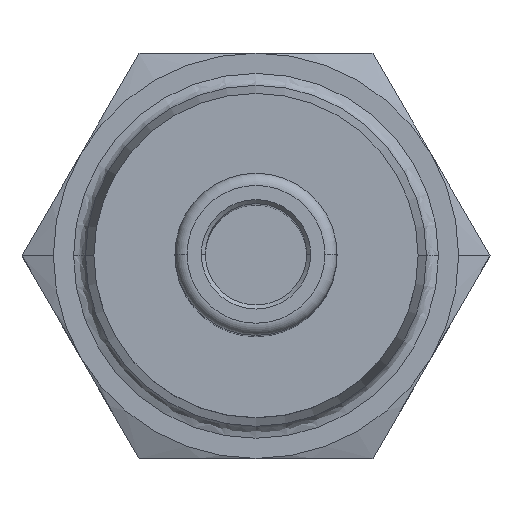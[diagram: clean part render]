
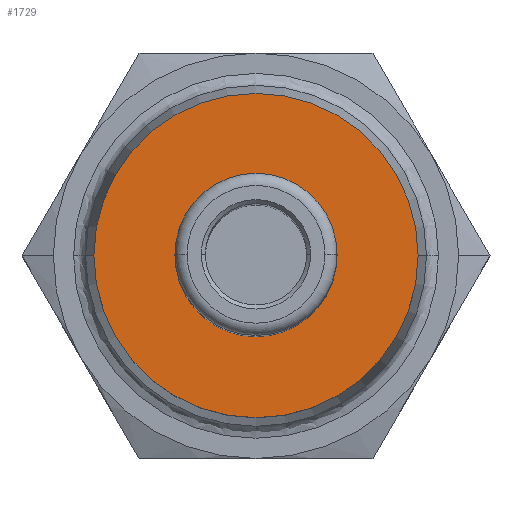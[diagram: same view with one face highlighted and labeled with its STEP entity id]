
A CAD part, top view. The second image highlights one B-rep face of the part: STEP entity #1729.
In plain terms, the highlighted planar face has unit normal (0, 0, 1).
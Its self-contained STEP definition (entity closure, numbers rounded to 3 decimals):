
#143=CARTESIAN_POINT('',(-4.0,0.0,-10.6));
#144=VERTEX_POINT('',#143);
#160=CARTESIAN_POINT('',(4.,0.,-10.6));
#161=VERTEX_POINT('',#160);
#168=CARTESIAN_POINT('',(0.,0.0,-10.6));
#169=DIRECTION('',(0.0,0.0,1.0));
#170=DIRECTION('',(-1.0,0.0,0.0));
#171=AXIS2_PLACEMENT_3D('',#168,#169,#170);
#172=CIRCLE('',#171,4.);
#173=EDGE_CURVE('',#144,#161,#172,.T.);
#183=CARTESIAN_POINT('',(-2.,0.0,-10.6));
#184=VERTEX_POINT('',#183);
#193=CARTESIAN_POINT('',(2.,0.,-10.6));
#194=VERTEX_POINT('',#193);
#195=CARTESIAN_POINT('',(0.,0.0,-10.6));
#196=DIRECTION('',(0.0,0.0,1.0));
#197=DIRECTION('',(-1.0,0.0,0.0));
#198=AXIS2_PLACEMENT_3D('',#195,#196,#197);
#199=CIRCLE('',#198,2.);
#200=EDGE_CURVE('',#184,#194,#199,.T.);
#1700=CARTESIAN_POINT('',(0.,0.0,-10.6));
#1701=DIRECTION('',(0.0,0.0,1.0));
#1702=DIRECTION('',(-1.0,0.0,0.0));
#1703=AXIS2_PLACEMENT_3D('',#1700,#1701,#1702);
#1704=CIRCLE('',#1703,2.);
#1705=EDGE_CURVE('',#194,#184,#1704,.T.);
#1710=CARTESIAN_POINT('',(-3.,0.0,-10.6));
#1711=DIRECTION('',(0.0,0.0,1.0));
#1712=DIRECTION('',(1.0,0.0,0.0));
#1713=AXIS2_PLACEMENT_3D('',#1710,#1711,#1712);
#1714=PLANE('',#1713);
#1715=ORIENTED_EDGE('',*,*,#173,.T.);
#1716=CARTESIAN_POINT('',(0.,0.0,-10.6));
#1717=DIRECTION('',(0.0,0.0,1.0));
#1718=DIRECTION('',(-1.0,0.0,0.0));
#1719=AXIS2_PLACEMENT_3D('',#1716,#1717,#1718);
#1720=CIRCLE('',#1719,4.);
#1721=EDGE_CURVE('',#161,#144,#1720,.T.);
#1722=ORIENTED_EDGE('',*,*,#1721,.T.);
#1723=EDGE_LOOP('',(#1715,#1722));
#1724=FACE_OUTER_BOUND('',#1723,.T.);
#1725=ORIENTED_EDGE('',*,*,#200,.F.);
#1726=ORIENTED_EDGE('',*,*,#1705,.F.);
#1727=EDGE_LOOP('',(#1725,#1726));
#1728=FACE_BOUND('',#1727,.T.);
#1729=ADVANCED_FACE('',(#1724,#1728),#1714,.T.);
